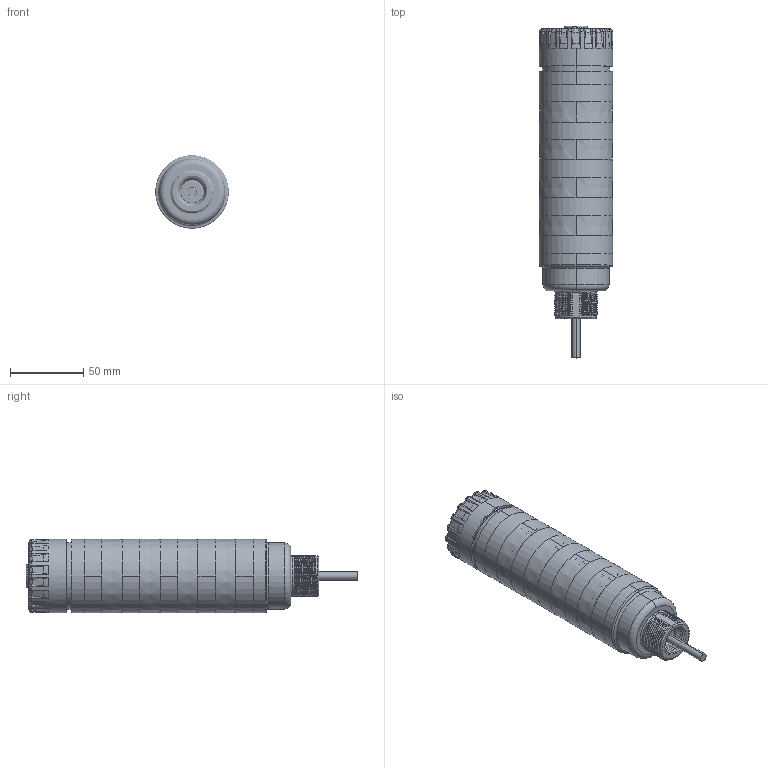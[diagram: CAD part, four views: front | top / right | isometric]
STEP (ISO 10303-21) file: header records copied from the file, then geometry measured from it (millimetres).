
FILE_DESCRIPTION((''),'2;1');
FILE_NAME('166581_ASM','2014-06-26T',('pdmadmin'),(''),'PRO/ENGINEER BY PARAMETRIC TECHNOLOGY CORPORATION, 2013230','PRO/ENGINEER BY PARAMETRIC TECHNOLOGY CORPORATION, 2013230','');
FILE_SCHEMA(('CONFIG_CONTROL_DESIGN'));
Products named in the file (10): 159072; 62676; 62677; CABLE_215; 158231_WEB; 158948; 158950; 143281_WEB_MODEL; 143282; 166581_ASM
Assembly tree (16 placements, depth 2):
  166581_ASM
    159072
    62676
    62677
    CABLE_215
    158231_WEB  x5
    158948  x4
    158950
    143281_WEB_MODEL
    143282
Bounding box: 50 x 226.05 x 50 mm (x, y, z)
Volume: 120354.6 mm3; surface area: 133576.5 mm2
Topology: 16 solids, 16 shells, 2454 faces, 6383 edges, 4099 vertices
Faces by surface type: plane 1059, cylinder 717, cone 236, torus 230, bspline 212
Entity records: 80571 total; most frequent: CARTESIAN_POINT 45304, ORIENTED_EDGE 7570, DIRECTION 7153, EDGE_CURVE 3785, AXIS2_PLACEMENT_3D 2807, VERTEX_POINT 2395, EDGE_LOOP 1564, VECTOR 1539
